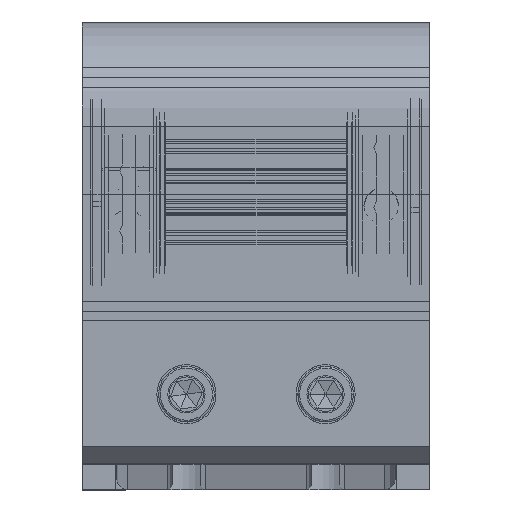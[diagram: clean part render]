
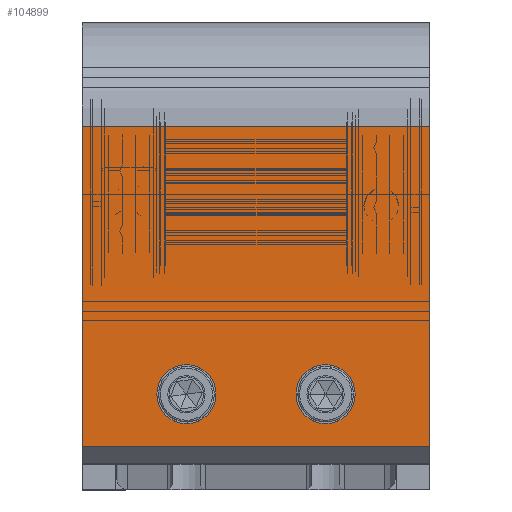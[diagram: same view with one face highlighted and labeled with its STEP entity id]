
A CAD part, top view. The second image highlights one B-rep face of the part: STEP entity #104899.
In plain terms, the highlighted planar face has unit normal (0, 0, 1).
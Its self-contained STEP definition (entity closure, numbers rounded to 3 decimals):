
#576 = CARTESIAN_POINT ( 'NONE',  ( 101.658, 203.108, 657.202 ) ) ;
#642 = EDGE_CURVE ( 'NONE', #325421, #36040, #149991, .T. ) ;
#14276 = VERTEX_POINT ( 'NONE', #73963 ) ;
#14817 = AXIS2_PLACEMENT_3D ( 'NONE', #258280, #285947, #67167 ) ;
#15950 = DIRECTION ( 'NONE',  ( 0., 0., 1. ) ) ;
#20584 = CIRCLE ( 'NONE', #14817, 8.5 ) ;
#30732 = EDGE_CURVE ( 'NONE', #106201, #320496, #20584, .T. ) ;
#36040 = VERTEX_POINT ( 'NONE', #71853 ) ;
#36175 = AXIS2_PLACEMENT_3D ( 'NONE', #352116, #74577, #160886 ) ;
#53086 = EDGE_CURVE ( 'NONE', #14276, #188114, #187390, .T. ) ;
#56425 = EDGE_CURVE ( 'NONE', #327686, #268541, #349633, .T. ) ;
#67167 = DIRECTION ( 'NONE',  ( 1., 0., 0. ) ) ;
#69821 = DIRECTION ( 'NONE',  ( 0., 0., 1. ) ) ;
#71853 = CARTESIAN_POINT ( 'NONE',  ( 180.158, 218.108, 657.202 ) ) ;
#73963 = CARTESIAN_POINT ( 'NONE',  ( 201.658, 295.108, 657.202 ) ) ;
#74577 = DIRECTION ( 'NONE',  ( 0., 0., -1. ) ) ;
#95590 = CARTESIAN_POINT ( 'NONE',  ( 171.658, 218.108, 657.202 ) ) ;
#101605 = VECTOR ( 'NONE', #305055, 1000. ) ;
#104577 = CARTESIAN_POINT ( 'NONE',  ( 101.658, 203.108, 657.202 ) ) ;
#104899 = ADVANCED_FACE ( 'NONE', ( #203380, #175772, #153645 ), #287955, .F. ) ;
#106201 = VERTEX_POINT ( 'NONE', #145713 ) ;
#107467 = LINE ( 'NONE', #186499, #138777 ) ;
#119919 = EDGE_LOOP ( 'NONE', ( #140588, #138075 ) ) ;
#120512 = ORIENTED_EDGE ( 'NONE', *, *, #642, .F. ) ;
#126334 = AXIS2_PLACEMENT_3D ( 'NONE', #236802, #260772, #341842 ) ;
#128663 = EDGE_CURVE ( 'NONE', #188114, #268541, #107467, .T. ) ;
#138075 = ORIENTED_EDGE ( 'NONE', *, *, #274670, .F. ) ;
#138777 = VECTOR ( 'NONE', #215864, 1000. ) ;
#140588 = ORIENTED_EDGE ( 'NONE', *, *, #30732, .F. ) ;
#145713 = CARTESIAN_POINT ( 'NONE',  ( 140.158, 218.108, 657.202 ) ) ;
#149991 = CIRCLE ( 'NONE', #185090, 8.5 ) ;
#153645 = FACE_OUTER_BOUND ( 'NONE', #223478, .T. ) ;
#157424 = CARTESIAN_POINT ( 'NONE',  ( 131.658, 218.108, 657.202 ) ) ;
#160886 = DIRECTION ( 'NONE',  ( 0., 1., 0. ) ) ;
#161089 = CARTESIAN_POINT ( 'NONE',  ( 123.158, 218.108, 657.202 ) ) ;
#175772 = FACE_BOUND ( 'NONE', #225675, .T. ) ;
#185090 = AXIS2_PLACEMENT_3D ( 'NONE', #95590, #69821, #207589 ) ;
#186086 = DIRECTION ( 'NONE',  ( -1., 0., 0. ) ) ;
#186499 = CARTESIAN_POINT ( 'NONE',  ( 201.658, 203.108, 657.202 ) ) ;
#187390 = LINE ( 'NONE', #194686, #101605 ) ;
#188114 = VERTEX_POINT ( 'NONE', #251443 ) ;
#194686 = CARTESIAN_POINT ( 'NONE',  ( 201.658, 203.108, 657.202 ) ) ;
#203380 = FACE_BOUND ( 'NONE', #119919, .T. ) ;
#207589 = DIRECTION ( 'NONE',  ( 1., 0., 0. ) ) ;
#208399 = CIRCLE ( 'NONE', #126334, 8.5 ) ;
#209129 = EDGE_CURVE ( 'NONE', #36040, #325421, #208399, .T. ) ;
#209847 = DIRECTION ( 'NONE',  ( 0., -1., 0. ) ) ;
#215864 = DIRECTION ( 'NONE',  ( -1., 0., 0. ) ) ;
#223478 = EDGE_LOOP ( 'NONE', ( #291438, #316778, #283517, #242773 ) ) ;
#225675 = EDGE_LOOP ( 'NONE', ( #342083, #120512 ) ) ;
#236802 = CARTESIAN_POINT ( 'NONE',  ( 171.658, 218.108, 657.202 ) ) ;
#240155 = AXIS2_PLACEMENT_3D ( 'NONE', #157424, #15950, #298987 ) ;
#242773 = ORIENTED_EDGE ( 'NONE', *, *, #278426, .T. ) ;
#243048 = CARTESIAN_POINT ( 'NONE',  ( 201.658, 295.108, 657.202 ) ) ;
#246394 = VECTOR ( 'NONE', #209847, 1000. ) ;
#251443 = CARTESIAN_POINT ( 'NONE',  ( 201.658, 203.108, 657.202 ) ) ;
#258280 = CARTESIAN_POINT ( 'NONE',  ( 131.658, 218.108, 657.202 ) ) ;
#260772 = DIRECTION ( 'NONE',  ( 0., 0., 1. ) ) ;
#263764 = CIRCLE ( 'NONE', #240155, 8.5 ) ;
#268541 = VERTEX_POINT ( 'NONE', #576 ) ;
#274670 = EDGE_CURVE ( 'NONE', #320496, #106201, #263764, .T. ) ;
#275678 = VECTOR ( 'NONE', #186086, 1000. ) ;
#278426 = EDGE_CURVE ( 'NONE', #14276, #327686, #300115, .T. ) ;
#283517 = ORIENTED_EDGE ( 'NONE', *, *, #53086, .F. ) ;
#285947 = DIRECTION ( 'NONE',  ( 0., 0., 1. ) ) ;
#287955 = PLANE ( 'NONE',  #36175 ) ;
#291438 = ORIENTED_EDGE ( 'NONE', *, *, #56425, .T. ) ;
#298987 = DIRECTION ( 'NONE',  ( 1., 0., 0. ) ) ;
#300115 = LINE ( 'NONE', #243048, #275678 ) ;
#305055 = DIRECTION ( 'NONE',  ( 0., -1., 0. ) ) ;
#316778 = ORIENTED_EDGE ( 'NONE', *, *, #128663, .F. ) ;
#320496 = VERTEX_POINT ( 'NONE', #161089 ) ;
#325421 = VERTEX_POINT ( 'NONE', #337410 ) ;
#327686 = VERTEX_POINT ( 'NONE', #331035 ) ;
#331035 = CARTESIAN_POINT ( 'NONE',  ( 101.658, 295.108, 657.202 ) ) ;
#337410 = CARTESIAN_POINT ( 'NONE',  ( 163.158, 218.108, 657.202 ) ) ;
#341842 = DIRECTION ( 'NONE',  ( 1., 0., 0. ) ) ;
#342083 = ORIENTED_EDGE ( 'NONE', *, *, #209129, .F. ) ;
#349633 = LINE ( 'NONE', #104577, #246394 ) ;
#352116 = CARTESIAN_POINT ( 'NONE',  ( 201.658, 203.108, 657.202 ) ) ;
